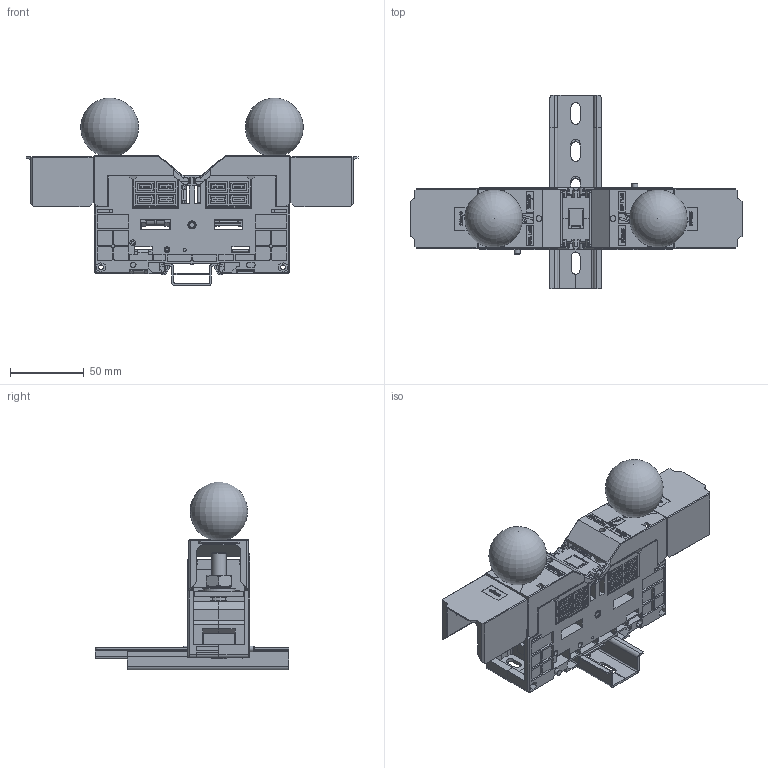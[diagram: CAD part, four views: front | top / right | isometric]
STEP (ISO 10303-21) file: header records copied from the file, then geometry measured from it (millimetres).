
FILE_DESCRIPTION(/* description */ ('Unknown'),/* implementation_level */ '2;1');
FILE_NAME(/* name */ 'SPT150_3D',/* time_stamp */ '2023-01-11T16:00:04+06:00',/* author */ ('Unknown'),/* organization */ ('Unknown'),/* preprocessor_version */ 'ST-DEVELOPER v16.7',/* originating_system */ 'Solid Edge',/* authorisation */ 'Unknown');
FILE_SCHEMA (('AUTOMOTIVE_DESIGN {1 0 10303 214 3 1 1}'));
Length unit declared in the file: millimetre
Products named in the file (14): SPT150; SPT150H; 6SPT150PC; 6SPT70FT; 9SASPT150; 9SASPT150CB; 8SPT150CRR; 52MDSPT150; 9SASPT150WN; 52NH01_M10_T1-RI; 59LMSPT150; 32MSCHKDS; MLKN12; 32MSCHKS100
Assembly tree (17 placements, depth 4):
  SPT150
    SPT150H  x2
    6SPT150PC  x2
    6SPT70FT
    9SASPT150
      9SASPT150CB
        8SPT150CRR
        52MDSPT150  x2
      9SASPT150WN  x2
        52NH01_M10_T1-RI
        59LMSPT150
    32MSCHKDS
    MLKN12
    32MSCHKS100
Bounding box: 225.72 x 131.69 x 127.8 mm (x, y, z)
Volume: 217200.7 mm3; surface area: 217227.4 mm2
Topology: 25 solids, 25 shells, 4865 faces, 13275 edges, 8812 vertices
Faces by surface type: plane 3916, cylinder 733, bspline 120, cone 74, torus 22
Full cylindrical faces by diameter (mm): 1.8 x4, 2 x6, 2.1 x4, 2.5 x2, 3.25 x4, 3.8 x4, 4 x10, 4.8 x2, 6 x6, 8.647 x2, 9 x2, 10 x4, 10.5 x2, 11 x2, 11.3 x2, 11.8 x2, 13 x2, 19.5 x2, 22 x2
Entity records: 87332 total; most frequent: CARTESIAN_POINT 18730, ORIENTED_EDGE 14254, DIRECTION 13196, EDGE_CURVE 7127, LINE 5734, VECTOR 5734, VERTEX_POINT 4769, AXIS2_PLACEMENT_3D 3731
